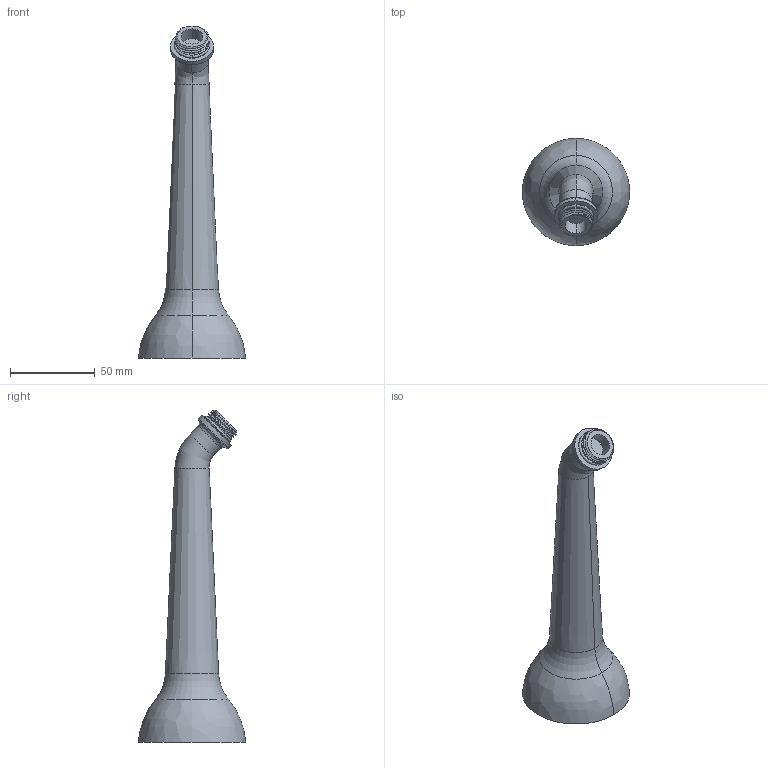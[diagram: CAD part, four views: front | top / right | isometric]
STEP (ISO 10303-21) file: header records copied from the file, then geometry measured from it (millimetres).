
FILE_DESCRIPTION((''),'2;1');
FILE_NAME('208_ASM','2021-08-27T13:36:50',('rsmith'),(''),'CREO PARAMETRIC BY PTC INC, 2018400','CREO PARAMETRIC BY PTC INC, 2018400','');
FILE_SCHEMA(('AUTOMOTIVE_DESIGN { 1 0 10303 214 1 1 1 1 }'));
Length unit declared in the file: inch
Products named in the file (3): 13405; 91021; 208_ASM
Assembly tree (2 placements, depth 2):
  208_ASM
    13405
    91021
Bounding box: 63.5 x 63.5 x 196.46 mm (x, y, z)
Volume: 154334 mm3; surface area: 23585.5 mm2
Topology: 2 solids, 2 shells, 47 faces, 100 edges, 62 vertices
Faces by surface type: cylinder 14, bspline 13, plane 10, torus 6, cone 4
Entity records: 3738 total; most frequent: CARTESIAN_POINT 1894, DIRECTION 208, ORIENTED_EDGE 200, COLOUR_RGB 148, PRESENTATION_STYLE_ASSIGNMENT 137, STYLED_ITEM 137, CURVE_STYLE 100, EDGE_CURVE 100
